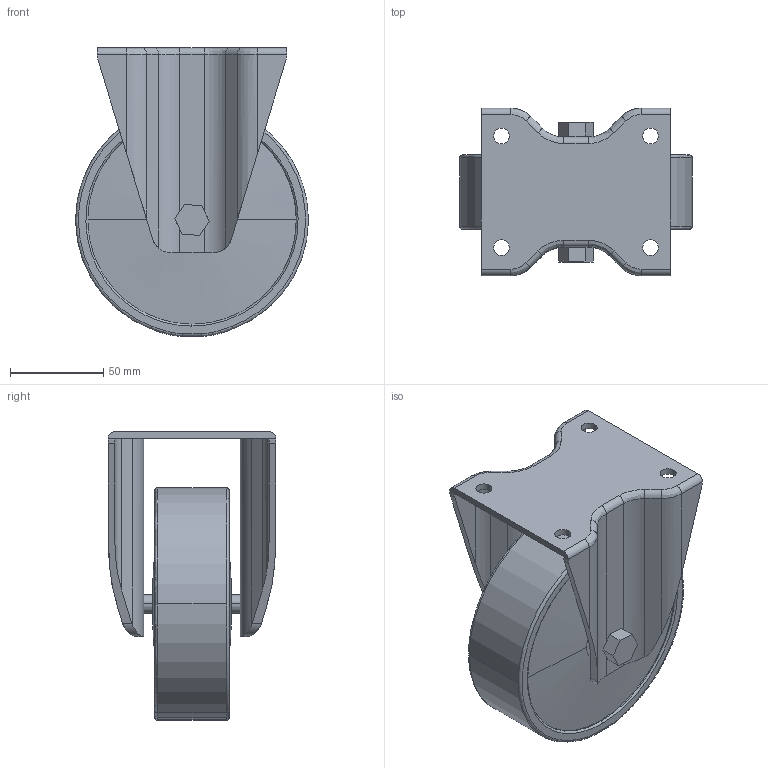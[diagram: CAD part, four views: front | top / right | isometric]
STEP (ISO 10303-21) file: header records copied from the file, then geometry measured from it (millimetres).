
FILE_DESCRIPTION (( 'STEP AP214' ), '1' );
FILE_NAME ('7420221', '2019-02-04T12:25:25', ( '' ), ('JUGARD+KÜNSTNER GmbH'), 'SwSTEP 2.0', 'SolidWorks 2017', '' );
FILE_SCHEMA (( 'AUTOMOTIVE_DESIGN' ));
Length unit declared in the file: millimetre
Products named in the file (1): 7420221_CNAJF00
Bounding box: 125 x 90 x 155 mm (x, y, z)
Volume: 571848.7 mm3; surface area: 93299.8 mm2
Topology: 1 solids, 3 shells, 151 faces, 388 edges, 247 vertices
Faces by surface type: cylinder 65, plane 55, bspline 27, cone 4
Entity records: 7305 total; most frequent: CARTESIAN_POINT 2070, ORIENTED_EDGE 776, DIRECTION 710, EDGE_CURVE 388, AXIS2_PLACEMENT_3D 261, VERTEX_POINT 247, VECTOR 188, LINE 188
